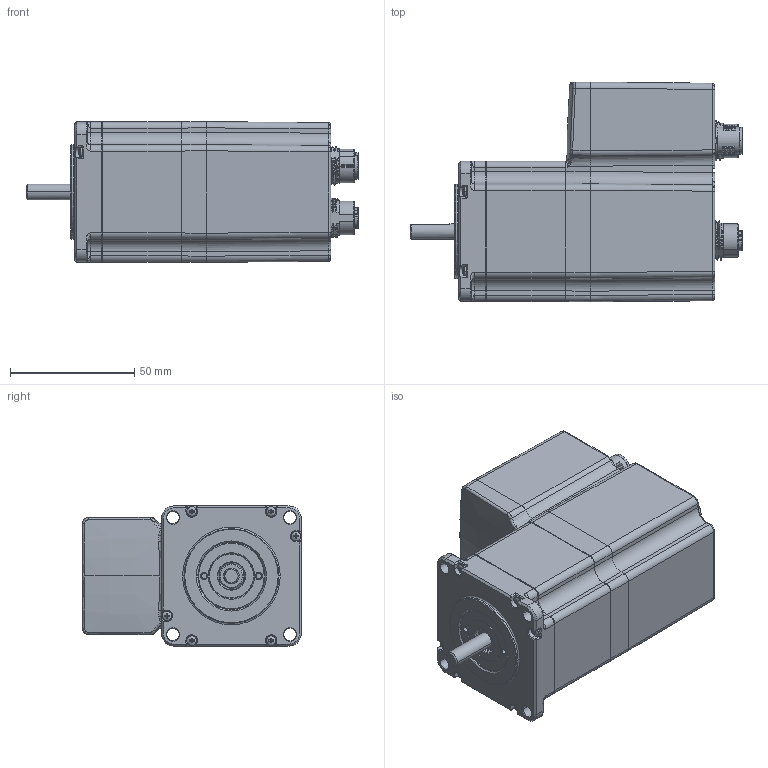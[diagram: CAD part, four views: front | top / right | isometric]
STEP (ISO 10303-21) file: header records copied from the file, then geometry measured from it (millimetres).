
FILE_DESCRIPTION((''),'2;1');
FILE_NAME('STEPPERASSY_ASM','2020-05-17T11:21:26',('Administrator'),(''),'CREO PARAMETRIC BY PTC INC, 2018190','CREO PARAMETRIC BY PTC INC, 2018190','');
FILE_SCHEMA(('AUTOMOTIVE_DESIGN { 1 0 10303 214 1 1 1 1 }'));
Products named in the file (8): FRONT_CAP_1; STATOR; AXIAL_CON; SHAFT_1; LOCK_NUT_1; SEALING_1; FAST_S; STEPPERASSY_ASM
Assembly tree (12 placements, depth 2):
  STEPPERASSY_ASM
    FRONT_CAP_1
    STATOR
    AXIAL_CON
    SHAFT_1
    LOCK_NUT_1
    SEALING_1
    FAST_S  x6
Bounding box: 133.7 x 88.42 x 56.67 mm (x, y, z)
Volume: 386026 mm3; surface area: 57285.8 mm2
Topology: 13 solids, 13 shells, 1953 faces, 4869 edges, 3015 vertices
Faces by surface type: plane 767, cylinder 563, cone 218, bspline 198, torus 186, sphere 20, extrusion 1
Entity records: 86976 total; most frequent: CARTESIAN_POINT 25079, ORIENTED_EDGE 8678, DIRECTION 8132, PRESENTATION_STYLE_ASSIGNMENT 4664, EDGE_CURVE 4339, STYLED_ITEM 4037, CURVE_STYLE 3811, AXIS2_PLACEMENT_3D 2974
